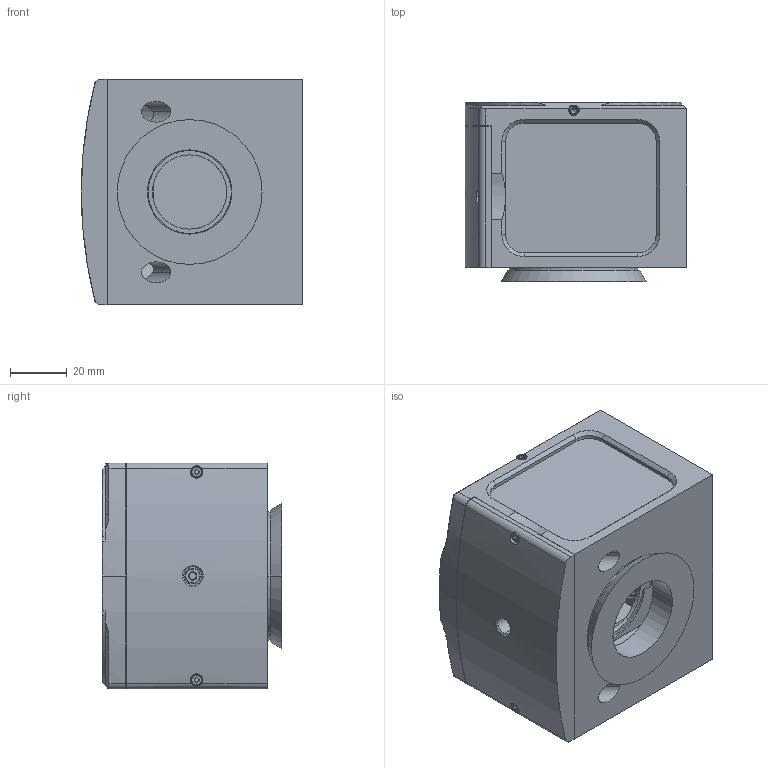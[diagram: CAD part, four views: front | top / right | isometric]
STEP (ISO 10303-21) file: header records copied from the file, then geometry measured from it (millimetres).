
FILE_DESCRIPTION((''),'2;1');
FILE_NAME('MDFM-C_ASM','2023-10-07T10:14:19',('R&D'),(''),'CREO PARAMETRIC BY PTC INC, 2021063','CREO PARAMETRIC BY PTC INC, 2021063','');
FILE_SCHEMA(('CONFIG_CONTROL_DESIGN'));
Products named in the file (19): MDFM-C1-A0; MDFM-C1-A2; MDFM-C1-A3; MDFM-C1-A4; MDFM-C1-A5; MDFM-C1-A6; MDFM-C1-A7; MDFM-C1-A8; MDFM-C1_ASM; MDFM-MF2-02; MDFM-MF2-03; MDFM-MF2-04; MDFM-MF2-05; MDFM-MF2-06; MDFM-MF2-07; MDFM-MF2-09; MDFM-MF2-01; MDFM-MF2_ASM; MDFM-C_ASM
Assembly tree (24 placements, depth 3):
  MDFM-C_ASM
    MDFM-C1_ASM
      MDFM-C1-A0  x2
      MDFM-C1-A2
      MDFM-C1-A3
      MDFM-C1-A4
      MDFM-C1-A5  x4
      MDFM-C1-A6
      MDFM-C1-A7
      MDFM-C1-A8
    MDFM-MF2_ASM
      MDFM-MF2-02  x2
      MDFM-MF2-03
      MDFM-MF2-04  x2
      MDFM-MF2-05
      MDFM-MF2-06
      MDFM-MF2-07
      MDFM-MF2-09
      MDFM-MF2-01
Bounding box: 78.33 x 63.41 x 80 mm (x, y, z)
Volume: 154619.2 mm3; surface area: 79534.3 mm2
Topology: 21 solids, 21 shells, 1302 faces, 3565 edges, 2323 vertices
Faces by surface type: cylinder 640, plane 427, cone 144, bspline 63, torus 16, sphere 12
Entity records: 68189 total; most frequent: CARTESIAN_POINT 42823, ORIENTED_EDGE 5554, DIRECTION 4751, EDGE_CURVE 2777, VERTEX_POINT 1806, AXIS2_PLACEMENT_3D 1704, VECTOR 1343, LINE 1343
